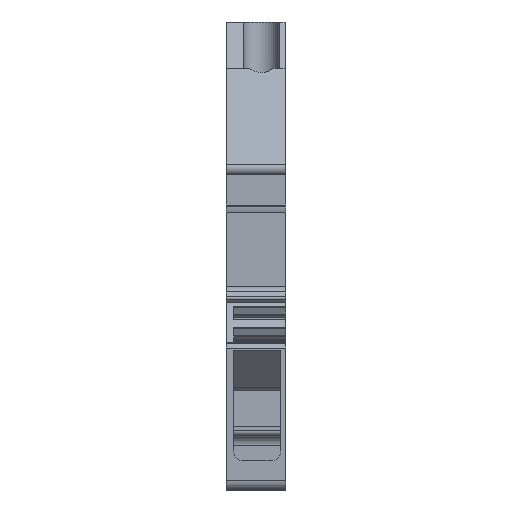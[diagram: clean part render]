
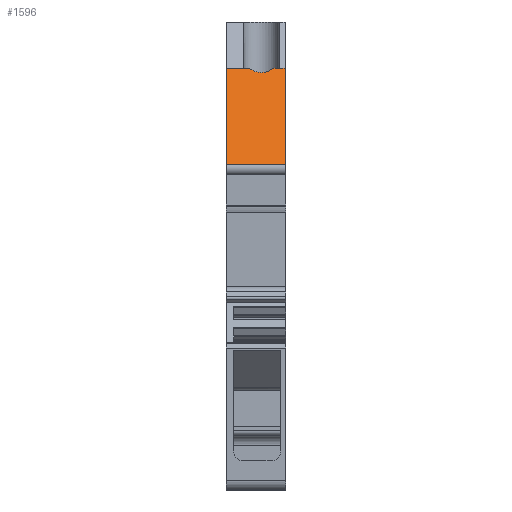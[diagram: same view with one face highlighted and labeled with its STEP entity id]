
A CAD part, front view. The second image highlights one B-rep face of the part: STEP entity #1596.
In plain terms, the highlighted planar face has unit normal (0, -0.707, 0.707).
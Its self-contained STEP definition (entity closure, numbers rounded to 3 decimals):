
#1533=AXIS2_PLACEMENT_3D('Plane Axis2P3D',#1530,#1531,#1532) ;
#1508=CARTESIAN_POINT('Vertex',(0.,11.776,33.324)) ;
#1515=CARTESIAN_POINT('Vertex',(6.1,11.776,33.324)) ;
#1518=CARTESIAN_POINT('Line Origine',(2.59,11.776,33.324)) ;
#1530=CARTESIAN_POINT('Axis2P3D Location',(0.,11.776,33.324)) ;
#1535=CARTESIAN_POINT('Line Origine',(6.1,16.714,38.262)) ;
#1539=CARTESIAN_POINT('Vertex',(6.1,21.651,43.2)) ;
#1542=CARTESIAN_POINT('Line Origine',(5.95,21.651,43.2)) ;
#1546=CARTESIAN_POINT('Vertex',(5.8,21.651,43.2)) ;
#1549=CARTESIAN_POINT('Line Origine',(5.289,21.651,43.2)) ;
#1553=CARTESIAN_POINT('Vertex',(4.778,21.651,43.2)) ;
#1557=CARTESIAN_POINT('Control Point',(4.778,21.651,43.2)) ;
#1558=CARTESIAN_POINT('Control Point',(4.665,21.556,43.104)) ;
#1559=CARTESIAN_POINT('Control Point',(4.538,21.468,43.016)) ;
#1560=CARTESIAN_POINT('Control Point',(4.396,21.39,42.939)) ;
#1561=CARTESIAN_POINT('Control Point',(4.112,21.276,42.824)) ;
#1562=CARTESIAN_POINT('Control Point',(3.794,21.221,42.77)) ;
#1563=CARTESIAN_POINT('Control Point',(3.646,21.212,42.76)) ;
#1564=CARTESIAN_POINT('Control Point',(3.392,21.221,42.769)) ;
#1565=CARTESIAN_POINT('Control Point',(3.15,21.272,42.82)) ;
#1566=CARTESIAN_POINT('Control Point',(3.052,21.3,42.848)) ;
#1567=CARTESIAN_POINT('Control Point',(2.851,21.372,42.921)) ;
#1568=CARTESIAN_POINT('Control Point',(2.671,21.468,43.017)) ;
#1569=CARTESIAN_POINT('Control Point',(2.582,21.525,43.074)) ;
#1570=CARTESIAN_POINT('Control Point',(2.498,21.586,43.135)) ;
#1571=CARTESIAN_POINT('Control Point',(2.422,21.651,43.2)) ;
#1572=CARTESIAN_POINT('Vertex',(2.422,21.651,43.2)) ;
#1575=CARTESIAN_POINT('Line Origine',(1.211,21.651,43.2)) ;
#1579=CARTESIAN_POINT('Vertex',(0.,21.651,43.2)) ;
#1582=CARTESIAN_POINT('Line Origine',(0.,16.714,38.262)) ;
#1519=DIRECTION('Vector Direction',(1.,0.,0.)) ;
#1531=DIRECTION('Axis2P3D Direction',(0.,-0.707,0.707)) ;
#1532=DIRECTION('Axis2P3D XDirection',(0.,0.707,0.707)) ;
#1536=DIRECTION('Vector Direction',(0.,0.707,0.707)) ;
#1543=DIRECTION('Vector Direction',(-1.,0.,0.)) ;
#1550=DIRECTION('Vector Direction',(-1.,0.,0.)) ;
#1576=DIRECTION('Vector Direction',(-1.,0.,0.)) ;
#1583=DIRECTION('Vector Direction',(0.,0.707,0.707)) ;
#1520=VECTOR('Line Direction',#1519,1.) ;
#1537=VECTOR('Line Direction',#1536,1.) ;
#1544=VECTOR('Line Direction',#1543,1.) ;
#1551=VECTOR('Line Direction',#1550,1.) ;
#1577=VECTOR('Line Direction',#1576,1.) ;
#1584=VECTOR('Line Direction',#1583,1.) ;
#1588=ORIENTED_EDGE('',*,*,#1541,.F.) ;
#1589=ORIENTED_EDGE('',*,*,#1548,.T.) ;
#1590=ORIENTED_EDGE('',*,*,#1555,.T.) ;
#1591=ORIENTED_EDGE('',*,*,#1574,.T.) ;
#1592=ORIENTED_EDGE('',*,*,#1581,.T.) ;
#1593=ORIENTED_EDGE('',*,*,#1586,.F.) ;
#1594=ORIENTED_EDGE('',*,*,#1522,.F.) ;
#1596=ADVANCED_FACE('KLTR',(#1595),#1534,.T.) ;
#1556=B_SPLINE_CURVE_WITH_KNOTS('',5,(#1557,#1558,#1559,#1560,#1561,#1562,#1563,#1564,#1565,#1566,#1567,#1568,#1569,#1570,#1571),.UNSPECIFIED.,.F.,.U.,(6,3,3,3,6),(0.,1.25,2.289,3.03,3.877),.UNSPECIFIED.) ;
#1522=EDGE_CURVE('',#1516,#1509,#1521,.F.) ;
#1541=EDGE_CURVE('',#1540,#1516,#1538,.F.) ;
#1548=EDGE_CURVE('',#1540,#1547,#1545,.T.) ;
#1555=EDGE_CURVE('',#1547,#1554,#1552,.T.) ;
#1574=EDGE_CURVE('',#1554,#1573,#1556,.T.) ;
#1581=EDGE_CURVE('',#1573,#1580,#1578,.T.) ;
#1586=EDGE_CURVE('',#1509,#1580,#1585,.T.) ;
#1587=EDGE_LOOP('',(#1588,#1589,#1590,#1591,#1592,#1593,#1594)) ;
#1595=FACE_OUTER_BOUND('',#1587,.T.) ;
#1521=LINE('Line',#1518,#1520) ;
#1538=LINE('Line',#1535,#1537) ;
#1545=LINE('Line',#1542,#1544) ;
#1552=LINE('Line',#1549,#1551) ;
#1578=LINE('Line',#1575,#1577) ;
#1585=LINE('Line',#1582,#1584) ;
#1534=PLANE('',#1533) ;
#1509=VERTEX_POINT('',#1508) ;
#1516=VERTEX_POINT('',#1515) ;
#1540=VERTEX_POINT('',#1539) ;
#1547=VERTEX_POINT('',#1546) ;
#1554=VERTEX_POINT('',#1553) ;
#1573=VERTEX_POINT('',#1572) ;
#1580=VERTEX_POINT('',#1579) ;
